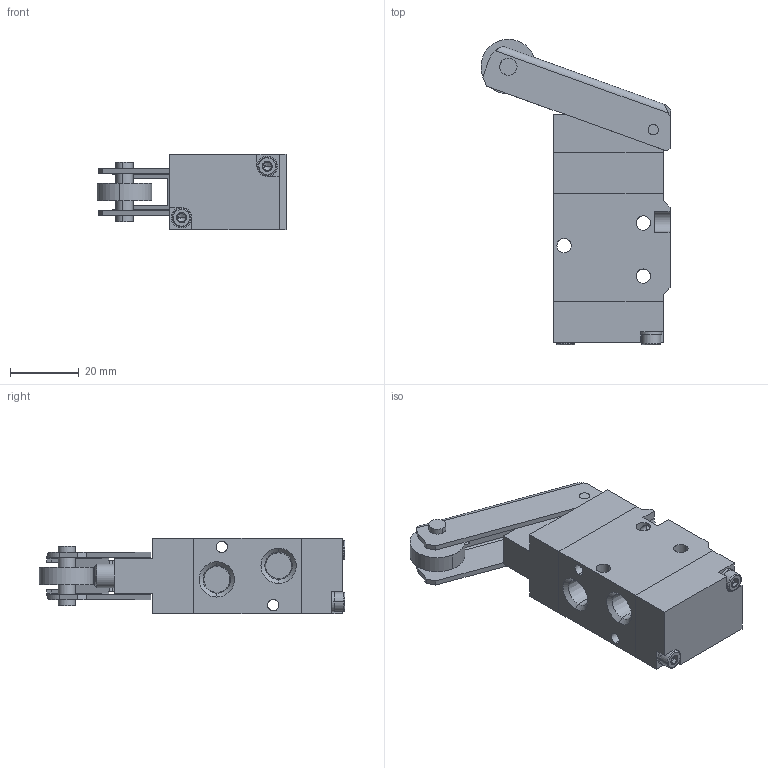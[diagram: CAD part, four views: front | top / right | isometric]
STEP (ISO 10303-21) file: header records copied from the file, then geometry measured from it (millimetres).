
FILE_DESCRIPTION (( 'STEP AP203' ), '1' );
FILE_NAME ('7001000500U.step', '2024-02-07T21:25:48', ( '' ), ( '' ), 'SwSTEP 2.0', 'SolidWorks 2023', '' );
FILE_SCHEMA (( 'CONFIG_CONTROL_DESIGN' ));
Length unit declared in the file: inch
Products named in the file (1): 7001000500U
Bounding box: 55.41 x 89.11 x 22 mm (x, y, z)
Volume: 45181.3 mm3; surface area: 18785.9 mm2
Topology: 9 solids, 9 shells, 222 faces, 542 edges, 342 vertices
Faces by surface type: plane 116, cylinder 64, cone 28, bspline 14
Entity records: 7109 total; most frequent: CARTESIAN_POINT 1777, DIRECTION 1094, ORIENTED_EDGE 1076, EDGE_CURVE 538, AXIS2_PLACEMENT_3D 389, VERTEX_POINT 342, LINE 316, VECTOR 316
